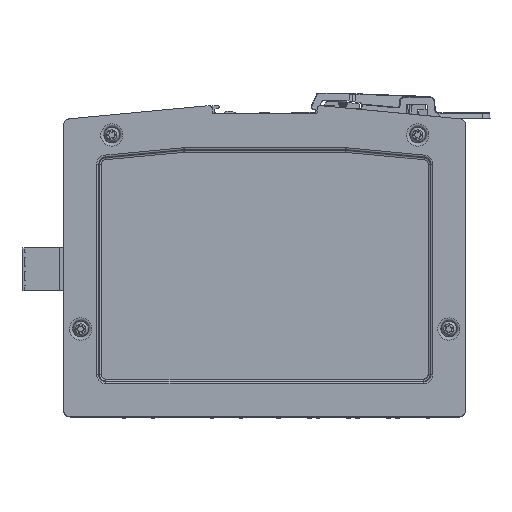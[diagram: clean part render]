
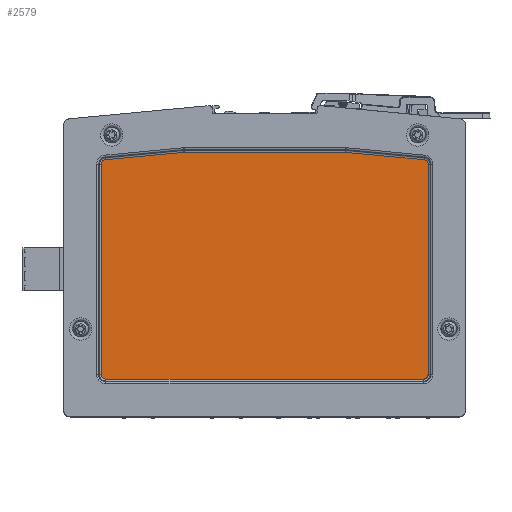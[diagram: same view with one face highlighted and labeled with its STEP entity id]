
A CAD part, top view. The second image highlights one B-rep face of the part: STEP entity #2579.
In plain terms, the highlighted planar face has unit normal (0, 0, 1).
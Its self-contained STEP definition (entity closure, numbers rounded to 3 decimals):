
#2579=ADVANCED_FACE('',(#7689),#5516,.T.);
#5516=PLANE('',#56970);
#7689=FACE_OUTER_BOUND('',#10990,.T.);
#10990=EDGE_LOOP('',(#16791,#16792,#16793,#16794,#16795,#16796,#16797,#16798,
#16799,#16800,#16801,#16802));
#16791=ORIENTED_EDGE('',*,*,#39724,.F.);
#16792=ORIENTED_EDGE('',*,*,#39725,.F.);
#16793=ORIENTED_EDGE('',*,*,#39726,.F.);
#16794=ORIENTED_EDGE('',*,*,#39727,.F.);
#16795=ORIENTED_EDGE('',*,*,#39728,.F.);
#16796=ORIENTED_EDGE('',*,*,#39723,.T.);
#16797=ORIENTED_EDGE('',*,*,#39729,.F.);
#16798=ORIENTED_EDGE('',*,*,#39719,.T.);
#16799=ORIENTED_EDGE('',*,*,#39730,.F.);
#16800=ORIENTED_EDGE('',*,*,#39731,.F.);
#16801=ORIENTED_EDGE('',*,*,#39732,.F.);
#16802=ORIENTED_EDGE('',*,*,#39733,.F.);
#33244=VERTEX_POINT('',#80669);
#33246=VERTEX_POINT('',#80679);
#33248=VERTEX_POINT('',#80690);
#33250=VERTEX_POINT('',#80700);
#33251=VERTEX_POINT('',#80710);
#33252=VERTEX_POINT('',#80711);
#33253=VERTEX_POINT('',#80718);
#33254=VERTEX_POINT('',#80723);
#33255=VERTEX_POINT('',#80730);
#33256=VERTEX_POINT('',#80743);
#33257=VERTEX_POINT('',#80750);
#33258=VERTEX_POINT('',#80755);
#39719=EDGE_CURVE('',#33244,#33246,#48827,.T.);
#39723=EDGE_CURVE('',#33248,#33250,#48831,.T.);
#39724=EDGE_CURVE('',#33251,#33252,#48832,.T.);
#39725=EDGE_CURVE('',#33253,#33251,#48833,.T.);
#39726=EDGE_CURVE('',#33254,#33253,#48834,.T.);
#39727=EDGE_CURVE('',#33255,#33254,#48835,.T.);
#39728=EDGE_CURVE('',#33248,#33255,#48836,.T.);
#39729=EDGE_CURVE('',#33244,#33250,#48837,.T.);
#39730=EDGE_CURVE('',#33256,#33246,#48838,.T.);
#39731=EDGE_CURVE('',#33257,#33256,#48839,.T.);
#39732=EDGE_CURVE('',#33258,#33257,#48840,.T.);
#39733=EDGE_CURVE('',#33252,#33258,#48841,.T.);
#48827=B_SPLINE_CURVE_WITH_KNOTS('',3,(#80680,#80681,#80682,#80683),
 .UNSPECIFIED.,.F.,.F.,(4,4),(0.,1.),.UNSPECIFIED.);
#48831=B_SPLINE_CURVE_WITH_KNOTS('',3,(#80701,#80702,#80703,#80704),
 .UNSPECIFIED.,.F.,.F.,(4,4),(0.,1.),.UNSPECIFIED.);
#48832=B_SPLINE_CURVE_WITH_KNOTS('',3,(#80706,#80707,#80708,#80709),
 .UNSPECIFIED.,.F.,.F.,(4,4),(0.,1.),.UNSPECIFIED.);
#48833=B_SPLINE_CURVE_WITH_KNOTS('',3,(#80712,#80713,#80714,#80715,#80716,
#80717),.UNSPECIFIED.,.F.,.F.,(4,2,4),(0.,0.5,1.),.UNSPECIFIED.);
#48834=B_SPLINE_CURVE_WITH_KNOTS('',3,(#80719,#80720,#80721,#80722),
 .UNSPECIFIED.,.F.,.F.,(4,4),(0.,1.),.UNSPECIFIED.);
#48835=B_SPLINE_CURVE_WITH_KNOTS('',3,(#80724,#80725,#80726,#80727,#80728,
#80729),.UNSPECIFIED.,.F.,.F.,(4,2,4),(0.,0.5,1.),.UNSPECIFIED.);
#48836=B_SPLINE_CURVE_WITH_KNOTS('',3,(#80731,#80732,#80733,#80734),
 .UNSPECIFIED.,.F.,.F.,(4,4),(0.,1.),.UNSPECIFIED.);
#48837=B_SPLINE_CURVE_WITH_KNOTS('',3,(#80735,#80736,#80737,#80738),
 .UNSPECIFIED.,.F.,.F.,(4,4),(0.,1.),.UNSPECIFIED.);
#48838=B_SPLINE_CURVE_WITH_KNOTS('',3,(#80739,#80740,#80741,#80742),
 .UNSPECIFIED.,.F.,.F.,(4,4),(0.,1.),.UNSPECIFIED.);
#48839=B_SPLINE_CURVE_WITH_KNOTS('',3,(#80744,#80745,#80746,#80747,#80748,
#80749),.UNSPECIFIED.,.F.,.F.,(4,2,4),(0.,0.5,1.),.UNSPECIFIED.);
#48840=B_SPLINE_CURVE_WITH_KNOTS('',3,(#80751,#80752,#80753,#80754),
 .UNSPECIFIED.,.F.,.F.,(4,4),(0.,1.),.UNSPECIFIED.);
#48841=B_SPLINE_CURVE_WITH_KNOTS('',3,(#80756,#80757,#80758,#80759,#80760,
#80761),.UNSPECIFIED.,.F.,.F.,(4,2,4),(0.,0.5,1.),.UNSPECIFIED.);
#56970=AXIS2_PLACEMENT_3D('',#80762,#60425,#60426);
#60425=DIRECTION('',(0.,0.,1.));
#60426=DIRECTION('',(1.,0.,0.));
#80669=CARTESIAN_POINT('',(-28.47,40.386,36.2));
#80679=CARTESIAN_POINT('',(-28.62,40.379,36.2));
#80680=CARTESIAN_POINT('',(-28.47,40.386,36.2));
#80681=CARTESIAN_POINT('',(-28.52,40.383,36.2));
#80682=CARTESIAN_POINT('',(-28.57,40.381,36.2));
#80683=CARTESIAN_POINT('',(-28.62,40.379,36.2));
#80690=CARTESIAN_POINT('',(28.62,40.379,36.2));
#80700=CARTESIAN_POINT('',(28.47,40.386,36.2));
#80701=CARTESIAN_POINT('',(28.62,40.379,36.2));
#80702=CARTESIAN_POINT('',(28.57,40.381,36.2));
#80703=CARTESIAN_POINT('',(28.52,40.383,36.2));
#80704=CARTESIAN_POINT('',(28.47,40.386,36.2));
#80706=CARTESIAN_POINT('',(56.1,-39.686,36.2));
#80707=CARTESIAN_POINT('',(18.7,-39.686,36.2));
#80708=CARTESIAN_POINT('',(-18.7,-39.686,36.2));
#80709=CARTESIAN_POINT('',(-56.1,-39.686,36.2));
#80710=CARTESIAN_POINT('',(56.1,-39.686,36.2));
#80711=CARTESIAN_POINT('',(-56.1,-39.686,36.2));
#80712=CARTESIAN_POINT('',(57.686,-38.1,36.2));
#80713=CARTESIAN_POINT('',(57.686,-38.515,36.2));
#80714=CARTESIAN_POINT('',(57.515,-38.928,36.2));
#80715=CARTESIAN_POINT('',(56.928,-39.515,36.2));
#80716=CARTESIAN_POINT('',(56.515,-39.686,36.2));
#80717=CARTESIAN_POINT('',(56.1,-39.686,36.2));
#80718=CARTESIAN_POINT('',(57.686,-38.1,36.2));
#80719=CARTESIAN_POINT('',(57.686,36.188,36.2));
#80720=CARTESIAN_POINT('',(57.686,11.425,36.2));
#80721=CARTESIAN_POINT('',(57.686,-13.337,36.2));
#80722=CARTESIAN_POINT('',(57.686,-38.1,36.2));
#80723=CARTESIAN_POINT('',(57.686,36.188,36.2));
#80724=CARTESIAN_POINT('',(56.249,37.767,36.2));
#80725=CARTESIAN_POINT('',(56.638,37.73,36.2));
#80726=CARTESIAN_POINT('',(57.01,37.544,36.2));
#80727=CARTESIAN_POINT('',(57.536,36.967,36.2));
#80728=CARTESIAN_POINT('',(57.686,36.578,36.2));
#80729=CARTESIAN_POINT('',(57.686,36.188,36.2));
#80730=CARTESIAN_POINT('',(56.249,37.767,36.2));
#80731=CARTESIAN_POINT('',(28.62,40.379,36.2));
#80732=CARTESIAN_POINT('',(37.829,39.508,36.2));
#80733=CARTESIAN_POINT('',(47.039,38.638,36.2));
#80734=CARTESIAN_POINT('',(56.249,37.767,36.2));
#80735=CARTESIAN_POINT('',(-28.47,40.386,36.2));
#80736=CARTESIAN_POINT('',(-9.49,40.386,36.2));
#80737=CARTESIAN_POINT('',(9.49,40.386,36.2));
#80738=CARTESIAN_POINT('',(28.47,40.386,36.2));
#80739=CARTESIAN_POINT('',(-56.249,37.767,36.2));
#80740=CARTESIAN_POINT('',(-47.039,38.638,36.2));
#80741=CARTESIAN_POINT('',(-37.829,39.508,36.2));
#80742=CARTESIAN_POINT('',(-28.62,40.379,36.2));
#80743=CARTESIAN_POINT('',(-56.249,37.767,36.2));
#80744=CARTESIAN_POINT('',(-57.686,36.188,36.2));
#80745=CARTESIAN_POINT('',(-57.686,36.578,36.2));
#80746=CARTESIAN_POINT('',(-57.536,36.967,36.2));
#80747=CARTESIAN_POINT('',(-57.01,37.544,36.2));
#80748=CARTESIAN_POINT('',(-56.638,37.73,36.2));
#80749=CARTESIAN_POINT('',(-56.249,37.767,36.2));
#80750=CARTESIAN_POINT('',(-57.686,36.188,36.2));
#80751=CARTESIAN_POINT('',(-57.686,-38.1,36.2));
#80752=CARTESIAN_POINT('',(-57.686,-13.337,36.2));
#80753=CARTESIAN_POINT('',(-57.686,11.425,36.2));
#80754=CARTESIAN_POINT('',(-57.686,36.188,36.2));
#80755=CARTESIAN_POINT('',(-57.686,-38.1,36.2));
#80756=CARTESIAN_POINT('',(-56.1,-39.686,36.2));
#80757=CARTESIAN_POINT('',(-56.515,-39.686,36.2));
#80758=CARTESIAN_POINT('',(-56.928,-39.515,36.2));
#80759=CARTESIAN_POINT('',(-57.515,-38.928,36.2));
#80760=CARTESIAN_POINT('',(-57.686,-38.515,36.2));
#80761=CARTESIAN_POINT('',(-57.686,-38.1,36.2));
#80762=CARTESIAN_POINT('',(0.,-0.396,36.2));
